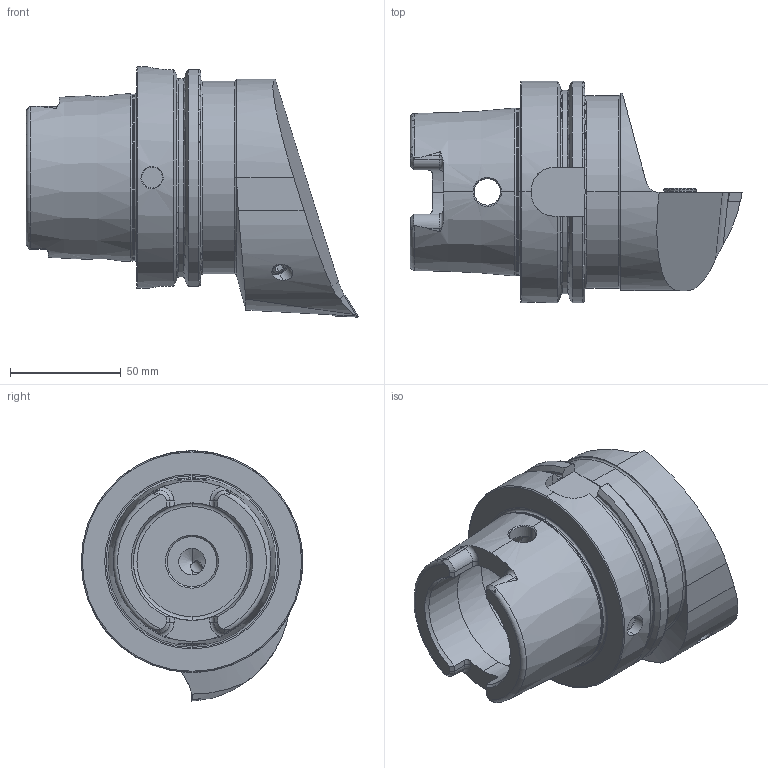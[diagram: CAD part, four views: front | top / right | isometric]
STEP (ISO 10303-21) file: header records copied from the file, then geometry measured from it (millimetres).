
FILE_DESCRIPTION (( 'STEP AP214' ), '1' );
FILE_NAME ('HA0.KDB.RJA.100-HP.STEP', '2024-08-06T13:39:21', ( '' ), ( '' ), 'SwSTEP 2.0', 'SolidWorks 2022', '' );
FILE_SCHEMA (( 'AUTOMOTIVE_DESIGN' ));
Length unit declared in the file: millimetre
Products named in the file (11): WCB-ER2.001.009_A; DIN 3771 - 13x1; HA0-KDB.RJA.100-HP_A_Fertigbearbeitung; DIN 7991 - M5x15; HA0.KDB.RJA.100-HP; ISO 4026 - M8 x 10; CHP-ER1.015.006; CHP-ER1.008.014_A; ISO 8752 2x8; DCMT11T304; CHP-ER1.015.006_A
Assembly tree (10 placements, depth 3):
  HA0.KDB.RJA.100-HP
    HA0-KDB.RJA.100-HP_A_Fertigbearbeitung
    DCMT11T304
    WCB-ER2.001.009_A
    ISO 8752 2x8
    CHP-ER1.015.006
      CHP-ER1.015.006_A
      DIN 3771 - 13x1
      DIN 7991 - M5x15
    CHP-ER1.008.014_A
    ISO 4026 - M8 x 10
Bounding box: 149.91 x 100 x 113 mm (x, y, z)
Volume: 490926.1 mm3; surface area: 69737.7 mm2
Topology: 9 solids, 9 shells, 427 faces, 1050 edges, 633 vertices
Faces by surface type: cylinder 128, plane 119, cone 103, torus 55, bspline 20, sphere 2
Entity records: 16377 total; most frequent: CARTESIAN_POINT 4868, ORIENTED_EDGE 2064, DIRECTION 2022, EDGE_CURVE 1032, AXIS2_PLACEMENT_3D 813, VERTEX_POINT 633, EDGE_LOOP 455, FACE_OUTER_BOUND 427
